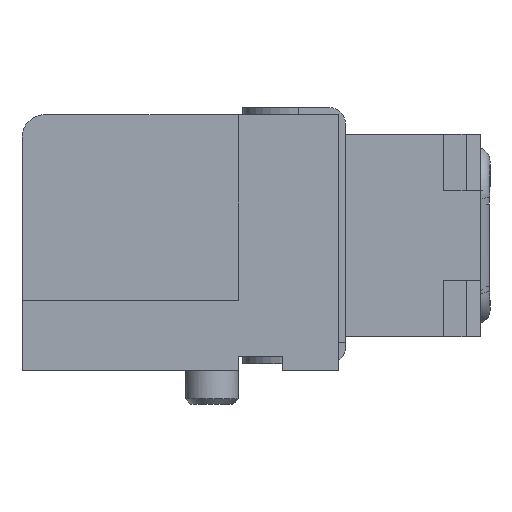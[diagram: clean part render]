
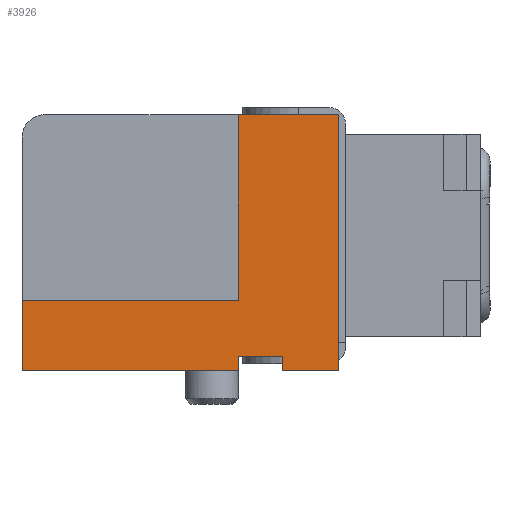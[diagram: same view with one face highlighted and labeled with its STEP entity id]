
A CAD part, left-side view. The second image highlights one B-rep face of the part: STEP entity #3926.
In plain terms, the highlighted planar face has unit normal (-1, 0, 0).
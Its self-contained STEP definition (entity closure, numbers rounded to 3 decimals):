
#518=B_SPLINE_CURVE_WITH_KNOTS('',3,(#49917,#49918,#49919,#49920),
 .UNSPECIFIED.,.F.,.F.,(4,4),(0.,1.),.UNSPECIFIED.);
#2034=FACE_OUTER_BOUND('',#7525,.T.);
#3926=ADVANCED_FACE('',(#2034),#5836,.F.);
#5836=PLANE('',#36965);
#7525=EDGE_LOOP('',(#10416,#10417,#10418,#10419,#10420,#10421,#10422,#10423,
#10424,#10425));
#10416=ORIENTED_EDGE('',*,*,#24314,.T.);
#10417=ORIENTED_EDGE('',*,*,#24651,.T.);
#10418=ORIENTED_EDGE('',*,*,#24653,.T.);
#10419=ORIENTED_EDGE('',*,*,#24063,.F.);
#10420=ORIENTED_EDGE('',*,*,#24299,.F.);
#10421=ORIENTED_EDGE('',*,*,#24666,.F.);
#10422=ORIENTED_EDGE('',*,*,#24656,.F.);
#10423=ORIENTED_EDGE('',*,*,#24647,.T.);
#10424=ORIENTED_EDGE('',*,*,#24643,.T.);
#10425=ORIENTED_EDGE('',*,*,#24667,.T.);
#20502=VERTEX_POINT('',#49916);
#20503=VERTEX_POINT('',#49921);
#20736=VERTEX_POINT('',#50394);
#20749=VERTEX_POINT('',#50429);
#20750=VERTEX_POINT('',#50431);
#21030=VERTEX_POINT('',#51077);
#21031=VERTEX_POINT('',#51079);
#21034=VERTEX_POINT('',#51087);
#21036=VERTEX_POINT('',#51093);
#21039=VERTEX_POINT('',#51104);
#24063=EDGE_CURVE('',#20502,#20503,#518,.T.);
#24299=EDGE_CURVE('',#20736,#20502,#29667,.T.);
#24314=EDGE_CURVE('',#20750,#20749,#29680,.T.);
#24643=EDGE_CURVE('',#21031,#21030,#29991,.T.);
#24647=EDGE_CURVE('',#21034,#21031,#29995,.T.);
#24651=EDGE_CURVE('',#20749,#21036,#29999,.T.);
#24653=EDGE_CURVE('',#21036,#20503,#30001,.T.);
#24656=EDGE_CURVE('',#21034,#21039,#30003,.T.);
#24666=EDGE_CURVE('',#21039,#20736,#30011,.T.);
#24667=EDGE_CURVE('',#21030,#20750,#30012,.T.);
#29667=LINE('',#50395,#33558);
#29680=LINE('',#50430,#33571);
#29991=LINE('',#51078,#33882);
#29995=LINE('',#51086,#33886);
#29999=LINE('',#51094,#33890);
#30001=LINE('',#51097,#33892);
#30003=LINE('',#51103,#33894);
#30011=LINE('',#51123,#33902);
#30012=LINE('',#51124,#33903);
#33558=VECTOR('',#40300,1.);
#33571=VECTOR('',#40315,1.);
#33882=VECTOR('',#40714,1.);
#33886=VECTOR('',#40720,1.);
#33890=VECTOR('',#40726,1.);
#33892=VECTOR('',#40730,1.);
#33894=VECTOR('',#40736,1.);
#33902=VECTOR('',#40750,1.);
#33903=VECTOR('',#40751,1.);
#36965=AXIS2_PLACEMENT_3D('',#51125,#40752,#40753);
#40300=DIRECTION('',(0.,-1.,0.));
#40315=DIRECTION('',(0.,-1.,0.));
#40714=DIRECTION('',(0.,-1.,0.));
#40720=DIRECTION('',(0.,0.,-1.));
#40726=DIRECTION('',(0.,0.,-1.));
#40730=DIRECTION('',(0.,-1.,0.));
#40736=DIRECTION('',(0.,-1.,0.));
#40750=DIRECTION('',(0.,0.,1.));
#40751=DIRECTION('',(0.,0.,1.));
#40752=DIRECTION('',(1.,0.,0.));
#40753=DIRECTION('',(0.,0.,-1.));
#49916=CARTESIAN_POINT('',(-8.42,-4.5,10.3));
#49917=CARTESIAN_POINT('',(-8.42,-4.5,10.3));
#49918=CARTESIAN_POINT('',(-8.42,-4.5,7.267));
#49919=CARTESIAN_POINT('',(-8.42,-4.5,4.233));
#49920=CARTESIAN_POINT('',(-8.42,-4.5,1.2));
#49921=CARTESIAN_POINT('',(-8.42,-4.5,1.2));
#50394=CARTESIAN_POINT('',(-8.42,-0.95,10.3));
#50395=CARTESIAN_POINT('',(-8.42,6.75,10.3));
#50429=CARTESIAN_POINT('',(-8.42,-2.5,1.7));
#50430=CARTESIAN_POINT('',(-8.42,6.75,1.7));
#50431=CARTESIAN_POINT('',(-8.42,-0.95,1.7));
#51077=CARTESIAN_POINT('',(-8.42,-0.95,1.2));
#51078=CARTESIAN_POINT('',(-8.42,6.75,1.2));
#51079=CARTESIAN_POINT('',(-8.42,6.75,1.2));
#51086=CARTESIAN_POINT('',(-8.42,6.75,10.3));
#51087=CARTESIAN_POINT('',(-8.42,6.75,3.7));
#51093=CARTESIAN_POINT('',(-8.42,-2.5,1.2));
#51094=CARTESIAN_POINT('',(-8.42,-2.5,10.3));
#51097=CARTESIAN_POINT('',(-8.42,6.75,1.2));
#51103=CARTESIAN_POINT('',(-8.42,2.9,3.7));
#51104=CARTESIAN_POINT('',(-8.42,-0.95,3.7));
#51123=CARTESIAN_POINT('',(-8.42,-0.95,3.7));
#51124=CARTESIAN_POINT('',(-8.42,-0.95,10.3));
#51125=CARTESIAN_POINT('',(-8.42,6.75,10.3));
